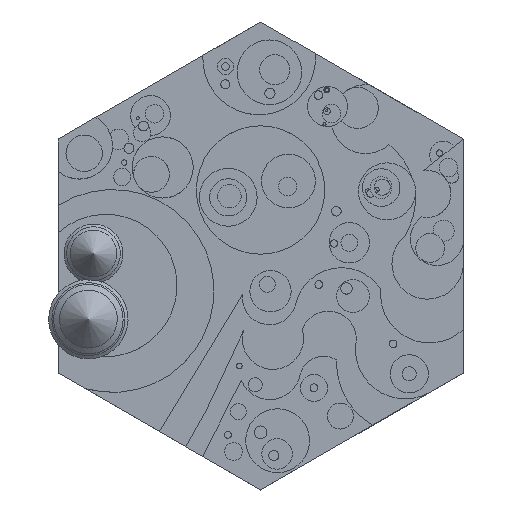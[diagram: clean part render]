
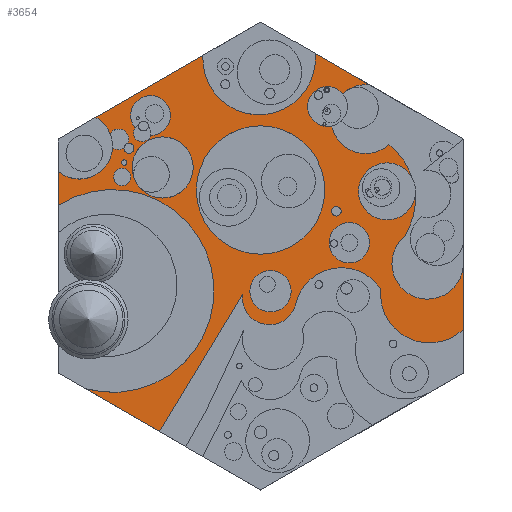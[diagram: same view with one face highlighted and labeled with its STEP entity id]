
A CAD part, top view. The second image highlights one B-rep face of the part: STEP entity #3654.
In plain terms, the highlighted planar face has unit normal (0, 0, 1).
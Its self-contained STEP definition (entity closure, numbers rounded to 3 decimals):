
#3654=ADVANCED_FACE('',(#3927,#3929,#3931,#3933,#3935,#3937,#3939),#3941,.T.);
#3927=FACE_BOUND('',#3928,.T.);
#3928=EDGE_LOOP('',(#6020,#6021,#6022,#6023,#6024,#6025,#6026,#6027,#6028));
#3929=FACE_BOUND('',#3930,.T.);
#3930=EDGE_LOOP('',(#6029));
#3931=FACE_BOUND('',#3932,.T.);
#3932=EDGE_LOOP('',(#6030,#6031));
#3933=FACE_BOUND('',#3934,.T.);
#3934=EDGE_LOOP('',(#6032));
#3935=FACE_BOUND('',#3936,.T.);
#3936=EDGE_LOOP('',(#6033,#6034));
#3937=FACE_BOUND('',#3938,.T.);
#3938=EDGE_LOOP('',(#6035));
#3939=FACE_BOUND('',#3940,.T.);
#3940=EDGE_LOOP('',(#6036));
#3941=PLANE('',#3942);
#3942=AXIS2_PLACEMENT_3D('',#3943,#3944,#3945);
#3943=CARTESIAN_POINT('',(0.,0.,100.));
#3944=DIRECTION('',(0.,0.,1.));
#3945=DIRECTION('',(1.,0.,0.));
#6020=ORIENTED_EDGE('',*,*,#6694,.T.);
#6021=ORIENTED_EDGE('',*,*,#6695,.T.);
#6022=ORIENTED_EDGE('',*,*,#6696,.T.);
#6023=ORIENTED_EDGE('',*,*,#6697,.T.);
#6024=ORIENTED_EDGE('',*,*,#6698,.T.);
#6025=ORIENTED_EDGE('',*,*,#6699,.T.);
#6026=ORIENTED_EDGE('',*,*,#6700,.T.);
#6027=ORIENTED_EDGE('',*,*,#6701,.T.);
#6028=ORIENTED_EDGE('',*,*,#6702,.T.);
#6029=ORIENTED_EDGE('',*,*,#6703,.T.);
#6030=ORIENTED_EDGE('',*,*,#6704,.T.);
#6031=ORIENTED_EDGE('',*,*,#6705,.T.);
#6032=ORIENTED_EDGE('',*,*,#6706,.T.);
#6033=ORIENTED_EDGE('',*,*,#6707,.T.);
#6034=ORIENTED_EDGE('',*,*,#6708,.T.);
#6035=ORIENTED_EDGE('',*,*,#6709,.T.);
#6036=ORIENTED_EDGE('',*,*,#6710,.T.);
#6694=EDGE_CURVE('',#7031,#7032,#7033,.F.);
#6695=EDGE_CURVE('',#7032,#7034,#7035,.F.);
#6696=EDGE_CURVE('',#7034,#7036,#7037,.F.);
#6697=EDGE_CURVE('',#7036,#7038,#7039,.T.);
#6698=EDGE_CURVE('',#7038,#7040,#7041,.T.);
#6699=EDGE_CURVE('',#7040,#7042,#7043,.T.);
#6700=EDGE_CURVE('',#7042,#7044,#7045,.T.);
#6701=EDGE_CURVE('',#7044,#7046,#7047,.T.);
#6702=EDGE_CURVE('',#7046,#7031,#7048,.T.);
#6703=EDGE_CURVE('',#7049,#7049,#7050,.F.);
#6704=EDGE_CURVE('',#7051,#7052,#7053,.F.);
#6705=EDGE_CURVE('',#7052,#7051,#7054,.F.);
#6706=EDGE_CURVE('',#7055,#7055,#7056,.F.);
#6707=EDGE_CURVE('',#7057,#7058,#7059,.F.);
#6708=EDGE_CURVE('',#7058,#7057,#7060,.F.);
#6709=EDGE_CURVE('',#7061,#7061,#7062,.F.);
#6710=EDGE_CURVE('',#7063,#7063,#7064,.F.);
#7031=VERTEX_POINT('',#7631);
#7032=VERTEX_POINT('',#7632);
#7033=CIRCLE('',#7633,131.336);
#7034=VERTEX_POINT('',#7637);
#7035=CIRCLE('',#7638,254.597);
#7036=VERTEX_POINT('',#7642);
#7037=CIRCLE('',#7643,126.688);
#7038=VERTEX_POINT('',#7647);
#7039=LINE('',#7648,#7649);
#7040=VERTEX_POINT('',#7651);
#7041=LINE('',#7652,#7653);
#7042=VERTEX_POINT('',#7655);
#7043=LINE('',#7656,#7657);
#7044=VERTEX_POINT('',#7659);
#7045=LINE('',#7660,#7661);
#7046=VERTEX_POINT('',#7663);
#7047=LINE('',#7664,#7665);
#7048=LINE('',#7667,#7668);
#7049=VERTEX_POINT('',#7670);
#7050=CIRCLE('',#7671,236.078);
#7051=VERTEX_POINT('',#7675);
#7052=VERTEX_POINT('',#7676);
#7053=CIRCLE('',#7677,73.209);
#7054=CIRCLE('',#7681,32.155);
#7055=VERTEX_POINT('',#7685);
#7056=CIRCLE('',#7686,9.683);
#7057=VERTEX_POINT('',#7690);
#7058=VERTEX_POINT('',#7691);
#7059=CIRCLE('',#7692,37.803);
#7060=CIRCLE('',#7696,18.425);
#7061=VERTEX_POINT('',#7700);
#7062=CIRCLE('',#7701,31.814);
#7063=VERTEX_POINT('',#7705);
#7064=CIRCLE('',#7706,112.518);
#7631=CARTESIAN_POINT('',(1092.18,-402.148,100.));
#7632=CARTESIAN_POINT('',(851.501,-417.424,100.));
#7633=AXIS2_PLACEMENT_3D('',#7634,#7635,#7636);
#7634=CARTESIAN_POINT('',(975.138,-461.731,100.));
#7635=DIRECTION('',(0.,0.,1.));
#7636=DIRECTION('',(-0.941,0.337,0.));
#7637=CARTESIAN_POINT('',(633.284,-154.021,100.));
#7638=AXIS2_PLACEMENT_3D('',#7639,#7640,#7641);
#7639=CARTESIAN_POINT('',(597.159,-406.042,100.));
#7640=DIRECTION('',(0.,0.,-1.));
#7641=DIRECTION('',(0.142,0.99,0.));
#7642=CARTESIAN_POINT('',(462.444,0.,100.));
#7643=AXIS2_PLACEMENT_3D('',#7644,#7645,#7646);
#7644=CARTESIAN_POINT('',(512.288,-116.47,100.));
#7645=DIRECTION('',(0.,0.,1.));
#7646=DIRECTION('',(-0.393,0.919,0.));
#7647=CARTESIAN_POINT('',(0.,0.,100.));
#7648=CARTESIAN_POINT('',(462.444,0.,100.));
#7649=VECTOR('',#7650,1.);
#7650=DIRECTION('',(-1.,0.,0.));
#7651=CARTESIAN_POINT('',(-430.,-744.782,100.));
#7652=CARTESIAN_POINT('',(0.,0.,100.));
#7653=VECTOR('',#7654,1.);
#7654=DIRECTION('',(-0.5,-0.866,0.));
#7655=CARTESIAN_POINT('',(0.,-1489.564,100.));
#7656=CARTESIAN_POINT('',(-430.,-744.782,100.));
#7657=VECTOR('',#7658,1.);
#7658=DIRECTION('',(0.5,-0.866,0.));
#7659=CARTESIAN_POINT('',(860.,-1489.564,100.));
#7660=CARTESIAN_POINT('',(0.,-1489.564,100.));
#7661=VECTOR('',#7662,1.);
#7662=DIRECTION('',(1.,0.,0.));
#7663=CARTESIAN_POINT('',(1290.,-744.782,100.));
#7664=CARTESIAN_POINT('',(860.,-1489.564,100.));
#7665=VECTOR('',#7666,1.);
#7666=DIRECTION('',(0.5,0.866,0.));
#7667=CARTESIAN_POINT('',(1290.,-744.782,100.));
#7668=VECTOR('',#7669,1.);
#7669=DIRECTION('',(-0.5,0.866,0.));
#7670=CARTESIAN_POINT('',(512.687,-417.147,100.));
#7671=AXIS2_PLACEMENT_3D('',#7672,#7673,#7674);
#7672=CARTESIAN_POINT('',(308.238,-535.186,100.));
#7673=DIRECTION('',(0.,0.,1.));
#7674=DIRECTION('',(0.866,0.5,0.));
#7675=CARTESIAN_POINT('',(-205.492,-568.242,100.));
#7676=CARTESIAN_POINT('',(-142.164,-563.455,100.));
#7677=AXIS2_PLACEMENT_3D('',#7678,#7679,#7680);
#7678=CARTESIAN_POINT('',(-178.8,-500.072,100.));
#7679=DIRECTION('',(0.,0.,1.));
#7680=DIRECTION('',(0.5,-0.866,0.));
#7681=AXIS2_PLACEMENT_3D('',#7682,#7683,#7684);
#7682=CARTESIAN_POINT('',(-173.447,-570.895,100.));
#7683=DIRECTION('',(0.,0.,1.));
#7684=DIRECTION('',(-0.997,0.083,0.));
#7685=CARTESIAN_POINT('',(-167.86,-693.355,100.));
#7686=AXIS2_PLACEMENT_3D('',#7687,#7688,#7689);
#7687=CARTESIAN_POINT('',(-176.246,-698.197,100.));
#7688=DIRECTION('',(0.,0.,1.));
#7689=DIRECTION('',(0.866,0.5,0.));
#7690=CARTESIAN_POINT('',(-203.698,-652.385,100.));
#7691=CARTESIAN_POINT('',(-199.657,-630.424,100.));
#7692=AXIS2_PLACEMENT_3D('',#7693,#7694,#7695);
#7693=CARTESIAN_POINT('',(-237.198,-634.868,100.));
#7694=DIRECTION('',(0.,0.,1.));
#7695=DIRECTION('',(0.993,0.118,0.));
#7696=AXIS2_PLACEMENT_3D('',#7697,#7698,#7699);
#7697=CARTESIAN_POINT('',(-187.262,-644.057,100.));
#7698=DIRECTION('',(0.,0.,1.));
#7699=DIRECTION('',(-0.892,-0.452,0.));
#7700=CARTESIAN_POINT('',(-128.418,-732.131,100.));
#7701=AXIS2_PLACEMENT_3D('',#7702,#7703,#7704);
#7702=CARTESIAN_POINT('',(-155.97,-748.038,100.));
#7703=DIRECTION('',(0.,0.,1.));
#7704=DIRECTION('',(0.866,0.5,0.));
#7705=CARTESIAN_POINT('',(52.709,-586.99,100.));
#7706=AXIS2_PLACEMENT_3D('',#7707,#7708,#7709);
#7707=CARTESIAN_POINT('',(-44.734,-643.249,100.));
#7708=DIRECTION('',(0.,0.,1.));
#7709=DIRECTION('',(0.866,0.5,0.));
